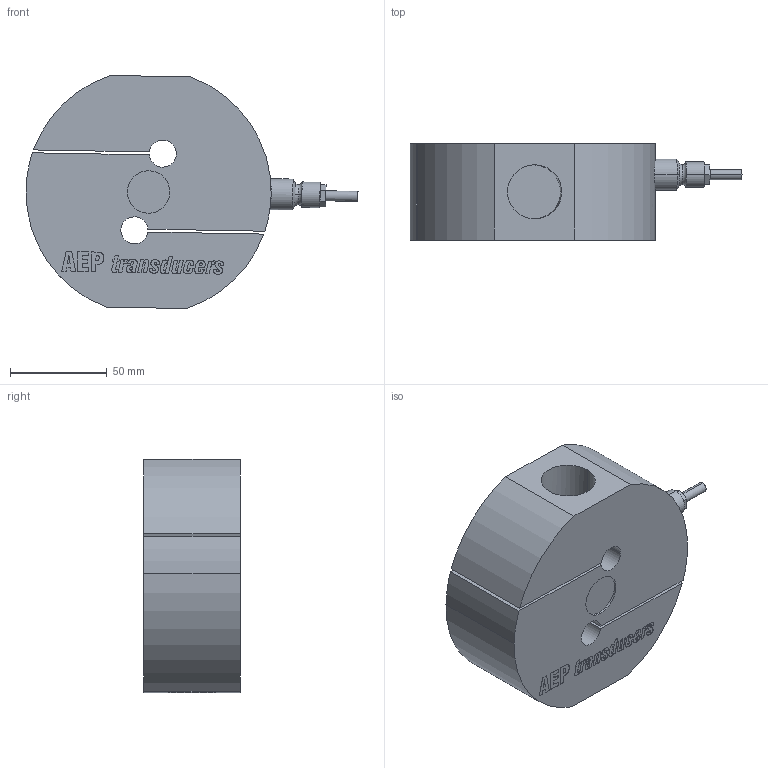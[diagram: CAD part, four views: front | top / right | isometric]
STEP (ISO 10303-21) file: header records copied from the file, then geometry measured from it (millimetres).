
FILE_DESCRIPTION(('STEP AP214'),'1');
FILE_NAME('TS 10t.stp','2015-05-20T07:59:44',(' '),(' '),'Spatial InterOp 3D',' ',' ');
FILE_SCHEMA(('automotive_design'));
Length unit declared in the file: metre
Products named in the file (1): Body
Bounding box: 171.95 x 50 x 120.71 mm (x, y, z)
Volume: 564253.1 mm3; surface area: 67411 mm2
Topology: 1 solids, 1 shells, 235 faces, 604 edges, 398 vertices
Faces by surface type: plane 153, extrusion 44, cylinder 30, torus 6, cone 2
Entity records: 9566 total; most frequent: CARTESIAN_POINT 2039, ORIENTED_EDGE 1208, DIRECTION 1018, EDGE_CURVE 604, VECTOR 478, LINE 434, VERTEX_POINT 398, AXIS2_PLACEMENT_3D 270
